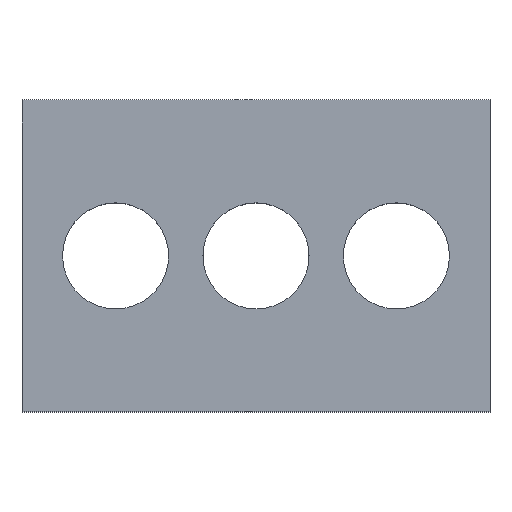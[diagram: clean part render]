
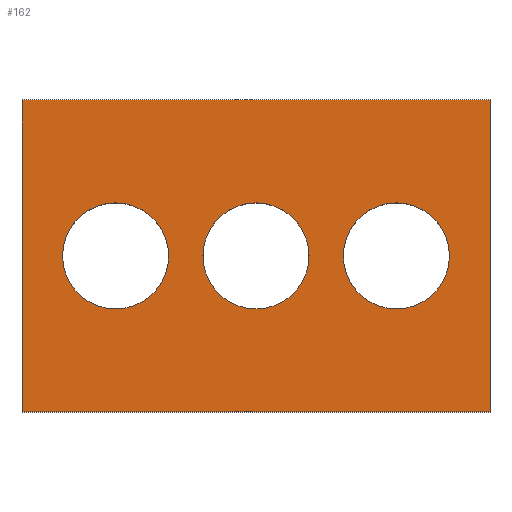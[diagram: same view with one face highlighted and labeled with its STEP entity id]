
A CAD part, top view. The second image highlights one B-rep face of the part: STEP entity #162.
In plain terms, the highlighted planar face has unit normal (0, 0, 1).
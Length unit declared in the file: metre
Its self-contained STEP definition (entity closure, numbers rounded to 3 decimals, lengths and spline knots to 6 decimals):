
#12=CIRCLE('',#181,0.004318);
#14=CIRCLE('',#184,0.004318);
#16=CIRCLE('',#187,0.004318);
#43=ORIENTED_EDGE('',*,*,#71,.F.);
#44=ORIENTED_EDGE('',*,*,#69,.F.);
#45=ORIENTED_EDGE('',*,*,#67,.F.);
#46=ORIENTED_EDGE('',*,*,#59,.F.);
#47=ORIENTED_EDGE('',*,*,#63,.T.);
#48=ORIENTED_EDGE('',*,*,#66,.T.);
#49=ORIENTED_EDGE('',*,*,#74,.F.);
#59=EDGE_CURVE('',#77,#78,#91,.T.);
#63=EDGE_CURVE('',#77,#80,#95,.T.);
#66=EDGE_CURVE('',#80,#82,#98,.T.);
#67=EDGE_CURVE('',#83,#83,#12,.T.);
#69=EDGE_CURVE('',#85,#85,#14,.T.);
#71=EDGE_CURVE('',#87,#87,#16,.T.);
#74=EDGE_CURVE('',#78,#82,#100,.T.);
#77=VERTEX_POINT('',#242);
#78=VERTEX_POINT('',#244);
#80=VERTEX_POINT('',#250);
#82=VERTEX_POINT('',#256);
#83=VERTEX_POINT('',#260);
#85=VERTEX_POINT('',#265);
#87=VERTEX_POINT('',#270);
#91=LINE('',#243,#103);
#95=LINE('',#251,#107);
#98=LINE('',#257,#110);
#100=LINE('',#275,#112);
#103=VECTOR('',#198,1.);
#107=VECTOR('',#204,1.);
#110=VECTOR('',#209,1.);
#112=VECTOR('',#231,1.);
#123=EDGE_LOOP('',(#43));
#124=EDGE_LOOP('',(#44));
#125=EDGE_LOOP('',(#45));
#126=EDGE_LOOP('',(#46,#47,#48,#49));
#141=FACE_BOUND('',#123,.T.);
#142=FACE_BOUND('',#124,.T.);
#143=FACE_BOUND('',#125,.T.);
#144=FACE_BOUND('',#126,.T.);
#153=PLANE('',#190);
#162=ADVANCED_FACE('',(#141,#142,#143,#144),#153,.T.);
#181=AXIS2_PLACEMENT_3D('',#259,#212,#213);
#184=AXIS2_PLACEMENT_3D('',#264,#218,#219);
#187=AXIS2_PLACEMENT_3D('',#269,#224,#225);
#190=AXIS2_PLACEMENT_3D('',#276,#232,#233);
#198=DIRECTION('',(-1.,0.,0.));
#204=DIRECTION('',(0.,1.,0.));
#209=DIRECTION('',(-1.,0.,0.));
#212=DIRECTION('',(0.,0.,1.));
#213=DIRECTION('',(1.,0.,0.));
#218=DIRECTION('',(0.,0.,1.));
#219=DIRECTION('',(1.,0.,0.));
#224=DIRECTION('',(0.,0.,1.));
#225=DIRECTION('',(1.,0.,0.));
#231=DIRECTION('',(0.,1.,0.));
#232=DIRECTION('',(0.,0.,1.));
#233=DIRECTION('',(1.,0.,0.));
#242=CARTESIAN_POINT('',(0.01905,-0.0127,0.00675));
#243=CARTESIAN_POINT('',(0.,-0.0127,0.00675));
#244=CARTESIAN_POINT('',(-0.01905,-0.0127,0.00675));
#250=CARTESIAN_POINT('',(0.01905,0.0127,0.00675));
#251=CARTESIAN_POINT('',(0.01905,0.,0.00675));
#256=CARTESIAN_POINT('',(-0.01905,0.0127,0.00675));
#257=CARTESIAN_POINT('',(0.,0.0127,0.00675));
#259=CARTESIAN_POINT('',(-0.01143,0.,0.00675));
#260=CARTESIAN_POINT('',(-0.007112,0.,0.00675));
#264=CARTESIAN_POINT('',(0.,0.,0.00675));
#265=CARTESIAN_POINT('',(0.004318,0.,0.00675));
#269=CARTESIAN_POINT('',(0.01143,0.,0.00675));
#270=CARTESIAN_POINT('',(0.015748,0.,0.00675));
#275=CARTESIAN_POINT('',(-0.01905,0.,0.00675));
#276=CARTESIAN_POINT('',(0.,0.,0.00675));
